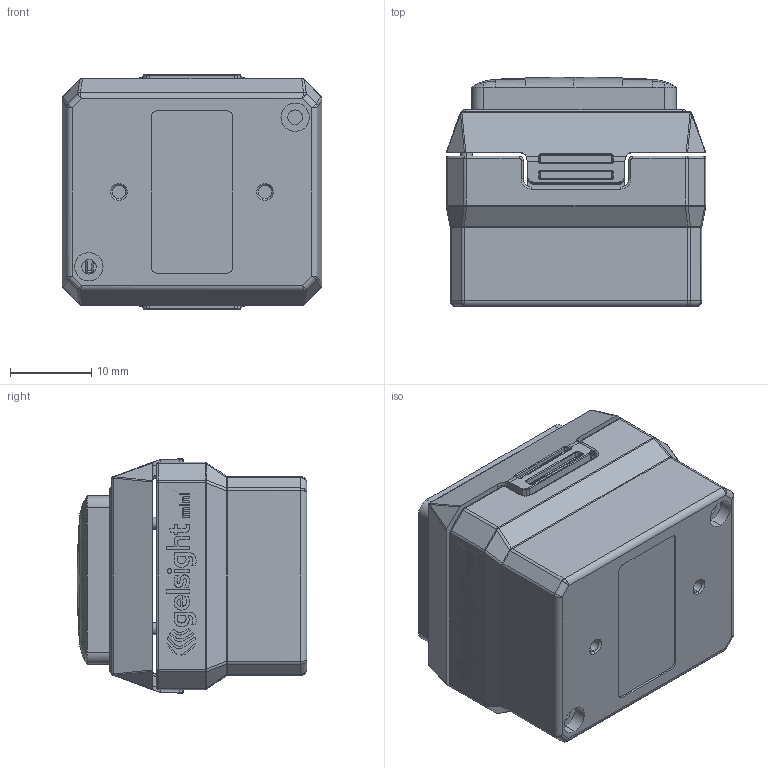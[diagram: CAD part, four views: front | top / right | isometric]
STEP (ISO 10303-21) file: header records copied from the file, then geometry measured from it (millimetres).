
FILE_DESCRIPTION((''),'2;1');
FILE_NAME('MINI_SHELL','2022-10-12T16:40:42',('gelsight'),('iRobot'),'CREO PARAMETRIC BY PTC INC, 2022073','CREO PARAMETRIC BY PTC INC, 2022073','');
FILE_SCHEMA(('CONFIG_CONTROL_DESIGN'));
Length unit declared in the file: millimetre
Products named in the file (1): MINI_SHELL
Bounding box: 32 x 28.25 x 28.89 mm (x, y, z)
Volume: 6154 mm3; surface area: 8562.6 mm2
Topology: 1 solids, 1 shells, 959 faces, 2503 edges, 1534 vertices
Faces by surface type: cylinder 358, plane 242, bspline 222, extrusion 91, sphere 26, torus 10, cone 10
Entity records: 40974 total; most frequent: CARTESIAN_POINT 19927, ORIENTED_EDGE 4936, DIRECTION 3404, EDGE_CURVE 2468, VERTEX_POINT 1534, AXIS2_PLACEMENT_3D 1142, VECTOR 1120, B_SPLINE_CURVE_WITH_KNOTS 1034
